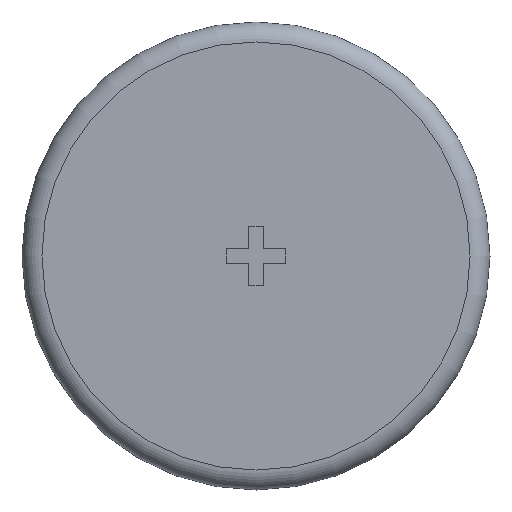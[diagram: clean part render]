
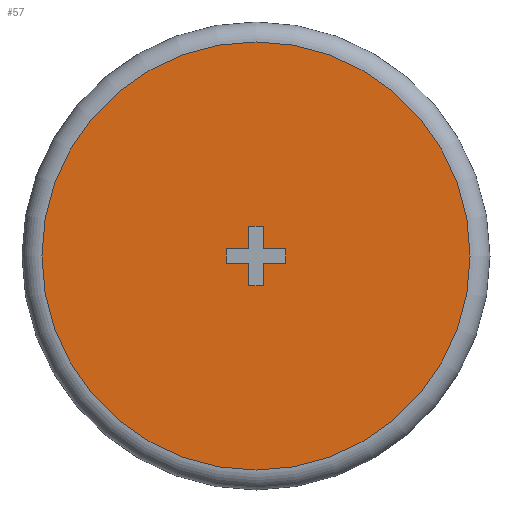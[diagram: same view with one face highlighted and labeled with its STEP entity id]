
A CAD part, front view. The second image highlights one B-rep face of the part: STEP entity #57.
In plain terms, the highlighted planar face has unit normal (0, -1, 0).
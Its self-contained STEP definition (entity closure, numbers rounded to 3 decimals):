
#57 = ADVANCED_FACE( '', ( #132, #133 ), #134, .F. );
#132 = FACE_BOUND( '', #227, .T. );
#133 = FACE_OUTER_BOUND( '', #228, .T. );
#134 = PLANE( '', #229 );
#227 = EDGE_LOOP( '', ( #328, #329, #330, #331, #332, #333, #334, #335, #336, #337, #338, #339 ) );
#228 = EDGE_LOOP( '', ( #340 ) );
#229 = AXIS2_PLACEMENT_3D( '', #341, #342, #343 );
#328 = ORIENTED_EDGE( '', *, *, #547, .T. );
#329 = ORIENTED_EDGE( '', *, *, #548, .F. );
#330 = ORIENTED_EDGE( '', *, *, #549, .T. );
#331 = ORIENTED_EDGE( '', *, *, #550, .T. );
#332 = ORIENTED_EDGE( '', *, *, #539, .T. );
#333 = ORIENTED_EDGE( '', *, *, #551, .T. );
#334 = ORIENTED_EDGE( '', *, *, #552, .T. );
#335 = ORIENTED_EDGE( '', *, *, #553, .T. );
#336 = ORIENTED_EDGE( '', *, *, #554, .T. );
#337 = ORIENTED_EDGE( '', *, *, #555, .T. );
#338 = ORIENTED_EDGE( '', *, *, #556, .T. );
#339 = ORIENTED_EDGE( '', *, *, #557, .T. );
#340 = ORIENTED_EDGE( '', *, *, #558, .T. );
#341 = CARTESIAN_POINT( '', ( 21.5, 0., 0. ) );
#342 = DIRECTION( '', ( 0., 1., 0. ) );
#343 = DIRECTION( '', ( 0., 0., 1. ) );
#539 = EDGE_CURVE( '', #630, #631, #632, .T. );
#547 = EDGE_CURVE( '', #644, #645, #646, .T. );
#548 = EDGE_CURVE( '', #647, #645, #648, .T. );
#549 = EDGE_CURVE( '', #647, #649, #650, .T. );
#550 = EDGE_CURVE( '', #649, #630, #651, .T. );
#551 = EDGE_CURVE( '', #631, #652, #653, .T. );
#552 = EDGE_CURVE( '', #652, #654, #655, .T. );
#553 = EDGE_CURVE( '', #654, #656, #657, .T. );
#554 = EDGE_CURVE( '', #656, #658, #659, .T. );
#555 = EDGE_CURVE( '', #658, #660, #661, .T. );
#556 = EDGE_CURVE( '', #660, #662, #663, .T. );
#557 = EDGE_CURVE( '', #662, #644, #664, .T. );
#558 = EDGE_CURVE( '', #665, #665, #666, .T. );
#630 = VERTEX_POINT( '', #763 );
#631 = VERTEX_POINT( '', #764 );
#632 = LINE( '', #765, #766 );
#644 = VERTEX_POINT( '', #781 );
#645 = VERTEX_POINT( '', #782 );
#646 = LINE( '', #783, #784 );
#647 = VERTEX_POINT( '', #785 );
#648 = LINE( '', #786, #787 );
#649 = VERTEX_POINT( '', #788 );
#650 = LINE( '', #789, #790 );
#651 = LINE( '', #791, #792 );
#652 = VERTEX_POINT( '', #793 );
#653 = LINE( '', #794, #795 );
#654 = VERTEX_POINT( '', #796 );
#655 = LINE( '', #797, #798 );
#656 = VERTEX_POINT( '', #799 );
#657 = LINE( '', #800, #801 );
#658 = VERTEX_POINT( '', #802 );
#659 = LINE( '', #803, #804 );
#660 = VERTEX_POINT( '', #805 );
#661 = LINE( '', #806, #807 );
#662 = VERTEX_POINT( '', #808 );
#663 = LINE( '', #809, #810 );
#664 = LINE( '', #811, #812 );
#665 = VERTEX_POINT( '', #813 );
#666 = CIRCLE( '', #814, 21.5 );
#763 = CARTESIAN_POINT( '', ( 0.75, 0., -3. ) );
#764 = CARTESIAN_POINT( '', ( -0.75, 0., -3. ) );
#765 = CARTESIAN_POINT( '', ( 0.75, 0., -3. ) );
#766 = VECTOR( '', #936, 1000. );
#781 = CARTESIAN_POINT( '', ( 0.75, 0., 0.75 ) );
#782 = CARTESIAN_POINT( '', ( 3., 0., 0.75 ) );
#783 = CARTESIAN_POINT( '', ( 0.75, 0., 0.75 ) );
#784 = VECTOR( '', #946, 1000. );
#785 = CARTESIAN_POINT( '', ( 3., 0., -0.75 ) );
#786 = CARTESIAN_POINT( '', ( 3., 0., 0. ) );
#787 = VECTOR( '', #947, 1000. );
#788 = CARTESIAN_POINT( '', ( 0.75, 0., -0.75 ) );
#789 = CARTESIAN_POINT( '', ( 3., 0., -0.75 ) );
#790 = VECTOR( '', #948, 1000. );
#791 = CARTESIAN_POINT( '', ( 0.75, 0., -0.75 ) );
#792 = VECTOR( '', #949, 1000. );
#793 = CARTESIAN_POINT( '', ( -0.75, 0., -0.75 ) );
#794 = CARTESIAN_POINT( '', ( -0.75, 0., -3. ) );
#795 = VECTOR( '', #950, 1000. );
#796 = CARTESIAN_POINT( '', ( -3., 0., -0.75 ) );
#797 = CARTESIAN_POINT( '', ( -0.75, 0., -0.75 ) );
#798 = VECTOR( '', #951, 1000. );
#799 = CARTESIAN_POINT( '', ( -3., 0., 0.75 ) );
#800 = CARTESIAN_POINT( '', ( -3., 0., -0.75 ) );
#801 = VECTOR( '', #952, 1000. );
#802 = CARTESIAN_POINT( '', ( -0.75, 0., 0.75 ) );
#803 = CARTESIAN_POINT( '', ( -3., 0., 0.75 ) );
#804 = VECTOR( '', #953, 1000. );
#805 = CARTESIAN_POINT( '', ( -0.75, 0., 3. ) );
#806 = CARTESIAN_POINT( '', ( -0.75, 0., 0.75 ) );
#807 = VECTOR( '', #954, 1000. );
#808 = CARTESIAN_POINT( '', ( 0.75, 0., 3. ) );
#809 = CARTESIAN_POINT( '', ( -0.75, 0., 3. ) );
#810 = VECTOR( '', #955, 1000. );
#811 = CARTESIAN_POINT( '', ( 0.75, 0., 3. ) );
#812 = VECTOR( '', #956, 1000. );
#813 = CARTESIAN_POINT( '', ( 0., 0., -21.5 ) );
#814 = AXIS2_PLACEMENT_3D( '', #957, #958, #959 );
#936 = DIRECTION( '', ( -1., 0., 0. ) );
#946 = DIRECTION( '', ( 1., 0., 0. ) );
#947 = DIRECTION( '', ( 0., 0., 1. ) );
#948 = DIRECTION( '', ( -1., 0., 0. ) );
#949 = DIRECTION( '', ( 0., 0., -1. ) );
#950 = DIRECTION( '', ( 0., 0., 1. ) );
#951 = DIRECTION( '', ( -1., 0., 0. ) );
#952 = DIRECTION( '', ( 0., 0., 1. ) );
#953 = DIRECTION( '', ( 1., 0., 0. ) );
#954 = DIRECTION( '', ( 0., 0., 1. ) );
#955 = DIRECTION( '', ( 1., 0., 0. ) );
#956 = DIRECTION( '', ( 0., 0., -1. ) );
#957 = CARTESIAN_POINT( '', ( 0., 0., 0. ) );
#958 = DIRECTION( '', ( 0., -1., 0. ) );
#959 = DIRECTION( '', ( 0., 0., -1. ) );
